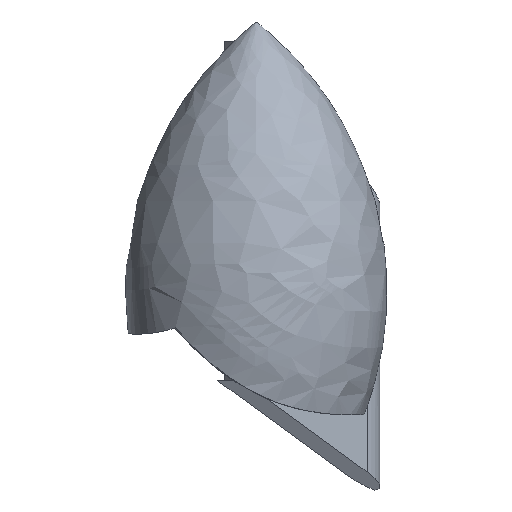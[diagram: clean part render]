
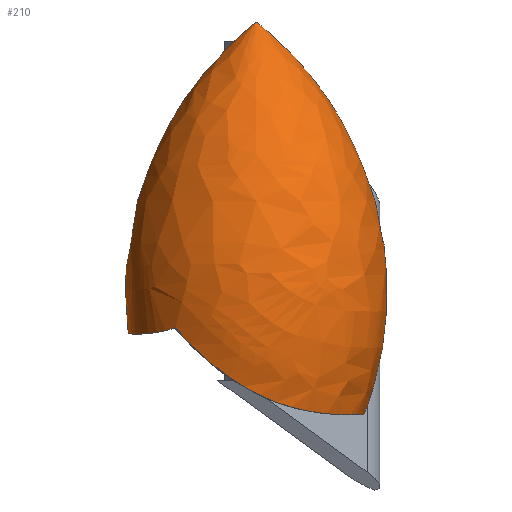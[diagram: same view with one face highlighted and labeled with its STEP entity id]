
A CAD part, left-side view. The second image highlights one B-rep face of the part: STEP entity #210.
In plain terms, the highlighted free-form (B-spline) face has degree [2, 2] with [3, 9] control points.
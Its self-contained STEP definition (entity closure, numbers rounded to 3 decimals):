
#67=FACE_OUTER_BOUND('',#79,.T.);
#79=EDGE_LOOP('',(#159,#160,#161,#162,#163));
#91=B_SPLINE_CURVE_WITH_KNOTS('',3,(#482,#483,#484,#485,#486,#487,#488,
#489,#490,#491,#492,#493,#494,#495),.UNSPECIFIED.,.F.,.F.,(4,2,2,2,2,2,
4),(-4.156,-3.874,-3.115,-2.365,
-1.589,-0.807,-0.488),.UNSPECIFIED.);
#92=B_SPLINE_CURVE_WITH_KNOTS('',3,(#499,#500,#501,#502,#503,#504,#505,
#506),.UNSPECIFIED.,.F.,.F.,(4,2,2,4),(-2.37,-1.988,
-0.983,-0.603),.UNSPECIFIED.);
#93=B_SPLINE_CURVE_WITH_KNOTS('',3,(#507,#508,#509,#510,#511,#512,#513,
#514,#515,#516,#517,#518,#519,#520,#521,#522,#523,#524,#525,#526,#527,#528,
#529,#530),.UNSPECIFIED.,.F.,.F.,(4,2,2,2,2,2,2,2,2,2,2,4),(-9.918,
-9.532,-8.65,-7.786,-7.092,
-6.37,-5.68,-4.994,-4.279,
-3.52,-2.822,-2.37),.UNSPECIFIED.);
#95=(
BOUNDED_CURVE()
B_SPLINE_CURVE(2,(#559,#560,#561),.UNSPECIFIED.,.F.,.F.)
B_SPLINE_CURVE_WITH_KNOTS((3,3),(-0.301,0.905),
 .UNSPECIFIED.)
CURVE()
GEOMETRIC_REPRESENTATION_ITEM()
RATIONAL_B_SPLINE_CURVE((0.98,0.814,1.))
REPRESENTATION_ITEM('')
);
#100=VERTEX_POINT('',#479);
#101=VERTEX_POINT('',#481);
#102=VERTEX_POINT('',#498);
#103=VERTEX_POINT('',#558);
#121=EDGE_CURVE('',#101,#100,#91,.T.);
#123=EDGE_CURVE('',#102,#101,#92,.T.);
#124=EDGE_CURVE('',#100,#102,#93,.T.);
#125=EDGE_CURVE('',#102,#103,#95,.T.);
#159=ORIENTED_EDGE('',*,*,#121,.T.);
#160=ORIENTED_EDGE('',*,*,#124,.T.);
#161=ORIENTED_EDGE('',*,*,#125,.T.);
#162=ORIENTED_EDGE('',*,*,#125,.F.);
#163=ORIENTED_EDGE('',*,*,#123,.T.);
#201=(
BOUNDED_SURFACE()
B_SPLINE_SURFACE(2,2,((#531,#532,#533,#534,#535,#536,#537,#538,#539),(#540,
#541,#542,#543,#544,#545,#546,#547,#548),(#549,#550,#551,#552,#553,#554,
#555,#556,#557)),.UNSPECIFIED.,.F.,.T.,.F.)
B_SPLINE_SURFACE_WITH_KNOTS((3,3),(3,2,2,2,3),(-0.905,0.37),
(-3.142,-1.571,0.,1.571,3.142),
 .UNSPECIFIED.)
GEOMETRIC_REPRESENTATION_ITEM()
RATIONAL_B_SPLINE_SURFACE(((1.,0.707,1.,0.707,1.,
0.707,1.,0.707,1.),(0.803,0.568,
0.803,0.568,0.803,0.568,
0.803,0.568,0.803),(1.,0.707,
1.,0.707,1.,0.707,1.,0.707,1.)))
REPRESENTATION_ITEM('')
SURFACE()
);
#210=ADVANCED_FACE('',(#67),#201,.F.);
#479=CARTESIAN_POINT('',(225.276,-96.671,-198.576));
#481=CARTESIAN_POINT('',(258.315,-96.575,-198.576));
#482=CARTESIAN_POINT('Ctrl Pts',(258.315,-96.575,-198.576));
#483=CARTESIAN_POINT('Ctrl Pts',(257.712,-95.87,-198.784));
#484=CARTESIAN_POINT('Ctrl Pts',(257.06,-95.197,-198.958));
#485=CARTESIAN_POINT('Ctrl Pts',(254.47,-92.844,-199.479));
#486=CARTESIAN_POINT('Ctrl Pts',(252.296,-91.455,-199.596));
#487=CARTESIAN_POINT('Ctrl Pts',(247.58,-89.504,-199.616));
#488=CARTESIAN_POINT('Ctrl Pts',(244.93,-88.888,-199.533));
#489=CARTESIAN_POINT('Ctrl Pts',(239.104,-88.823,-199.524));
#490=CARTESIAN_POINT('Ctrl Pts',(236.378,-89.419,-199.607));
#491=CARTESIAN_POINT('Ctrl Pts',(231.581,-91.337,-199.606));
#492=CARTESIAN_POINT('Ctrl Pts',(229.37,-92.721,-199.507));
#493=CARTESIAN_POINT('Ctrl Pts',(226.663,-95.141,-198.995));
#494=CARTESIAN_POINT('Ctrl Pts',(225.939,-95.888,-198.806));
#495=CARTESIAN_POINT('Ctrl Pts',(225.276,-96.671,-198.576));
#498=CARTESIAN_POINT('',(260.818,-110.,-209.448));
#499=CARTESIAN_POINT('Ctrl Pts',(260.818,-110.,-209.448));
#500=CARTESIAN_POINT('Ctrl Pts',(260.993,-108.875,-208.892));
#501=CARTESIAN_POINT('Ctrl Pts',(261.081,-107.768,-208.266));
#502=CARTESIAN_POINT('Ctrl Pts',(261.109,-103.845,-205.761));
#503=CARTESIAN_POINT('Ctrl Pts',(260.583,-101.256,-203.538));
#504=CARTESIAN_POINT('Ctrl Pts',(259.25,-98.155,-200.359));
#505=CARTESIAN_POINT('Ctrl Pts',(258.817,-97.343,-199.467));
#506=CARTESIAN_POINT('Ctrl Pts',(258.315,-96.575,-198.576));
#507=CARTESIAN_POINT('Ctrl Pts',(225.276,-96.671,-198.576));
#508=CARTESIAN_POINT('Ctrl Pts',(224.771,-97.455,-199.482));
#509=CARTESIAN_POINT('Ctrl Pts',(224.337,-98.283,-200.388));
#510=CARTESIAN_POINT('Ctrl Pts',(223.139,-101.135,-203.297));
#511=CARTESIAN_POINT('Ctrl Pts',(222.651,-103.374,-205.256));
#512=CARTESIAN_POINT('Ctrl Pts',(222.494,-108.208,-208.561));
#513=CARTESIAN_POINT('Ctrl Pts',(222.805,-110.76,-209.89));
#514=CARTESIAN_POINT('Ctrl Pts',(224.273,-115.457,-211.613));
#515=CARTESIAN_POINT('Ctrl Pts',(225.232,-117.498,-212.113));
#516=CARTESIAN_POINT('Ctrl Pts',(227.88,-121.354,-212.75));
#517=CARTESIAN_POINT('Ctrl Pts',(229.557,-123.091,-212.867));
#518=CARTESIAN_POINT('Ctrl Pts',(233.405,-125.795,-212.945));
#519=CARTESIAN_POINT('Ctrl Pts',(235.509,-126.762,-212.915));
#520=CARTESIAN_POINT('Ctrl Pts',(239.972,-127.832,-212.877));
#521=CARTESIAN_POINT('Ctrl Pts',(242.27,-127.926,-212.871));
#522=CARTESIAN_POINT('Ctrl Pts',(246.887,-127.206,-212.9));
#523=CARTESIAN_POINT('Ctrl Pts',(249.133,-126.365,-212.937));
#524=CARTESIAN_POINT('Ctrl Pts',(253.317,-123.797,-212.906));
#525=CARTESIAN_POINT('Ctrl Pts',(255.171,-122.056,-212.828));
#526=CARTESIAN_POINT('Ctrl Pts',(258.046,-118.184,-212.274));
#527=CARTESIAN_POINT('Ctrl Pts',(259.085,-116.15,-211.832));
#528=CARTESIAN_POINT('Ctrl Pts',(260.283,-112.686,-210.664));
#529=CARTESIAN_POINT('Ctrl Pts',(260.611,-111.33,-210.105));
#530=CARTESIAN_POINT('Ctrl Pts',(260.818,-110.,-209.448));
#531=CARTESIAN_POINT('Ctrl Pts',(241.835,-110.,-148.118));
#532=CARTESIAN_POINT('Ctrl Pts',(241.835,-110.,-148.118));
#533=CARTESIAN_POINT('Ctrl Pts',(241.835,-110.,-148.118));
#534=CARTESIAN_POINT('Ctrl Pts',(241.835,-110.,-148.118));
#535=CARTESIAN_POINT('Ctrl Pts',(241.835,-110.,-148.118));
#536=CARTESIAN_POINT('Ctrl Pts',(241.835,-110.,-148.118));
#537=CARTESIAN_POINT('Ctrl Pts',(241.835,-110.,-148.118));
#538=CARTESIAN_POINT('Ctrl Pts',(241.835,-110.,-148.118));
#539=CARTESIAN_POINT('Ctrl Pts',(241.835,-110.,-148.118));
#540=CARTESIAN_POINT('Ctrl Pts',(274.729,-110.,-173.954));
#541=CARTESIAN_POINT('Ctrl Pts',(274.729,-142.894,-173.954));
#542=CARTESIAN_POINT('Ctrl Pts',(241.835,-142.894,-173.954));
#543=CARTESIAN_POINT('Ctrl Pts',(208.94,-142.894,-173.954));
#544=CARTESIAN_POINT('Ctrl Pts',(208.94,-110.,-173.954));
#545=CARTESIAN_POINT('Ctrl Pts',(208.94,-77.106,-173.954));
#546=CARTESIAN_POINT('Ctrl Pts',(241.835,-77.106,-173.954));
#547=CARTESIAN_POINT('Ctrl Pts',(274.729,-77.106,-173.954));
#548=CARTESIAN_POINT('Ctrl Pts',(274.729,-110.,-173.954));
#549=CARTESIAN_POINT('Ctrl Pts',(259.591,-110.,-212.945));
#550=CARTESIAN_POINT('Ctrl Pts',(259.591,-127.756,-212.945));
#551=CARTESIAN_POINT('Ctrl Pts',(241.835,-127.756,-212.945));
#552=CARTESIAN_POINT('Ctrl Pts',(224.079,-127.756,-212.945));
#553=CARTESIAN_POINT('Ctrl Pts',(224.079,-110.,-212.945));
#554=CARTESIAN_POINT('Ctrl Pts',(224.079,-92.244,-212.945));
#555=CARTESIAN_POINT('Ctrl Pts',(241.835,-92.244,-212.945));
#556=CARTESIAN_POINT('Ctrl Pts',(259.591,-92.244,-212.945));
#557=CARTESIAN_POINT('Ctrl Pts',(259.591,-110.,-212.945));
#558=CARTESIAN_POINT('',(241.835,-110.,-148.118));
#559=CARTESIAN_POINT('Ctrl Pts',(260.818,-110.,-209.448));
#560=CARTESIAN_POINT('Ctrl Pts',(272.524,-110.,-172.222));
#561=CARTESIAN_POINT('Ctrl Pts',(241.835,-110.,-148.118));
